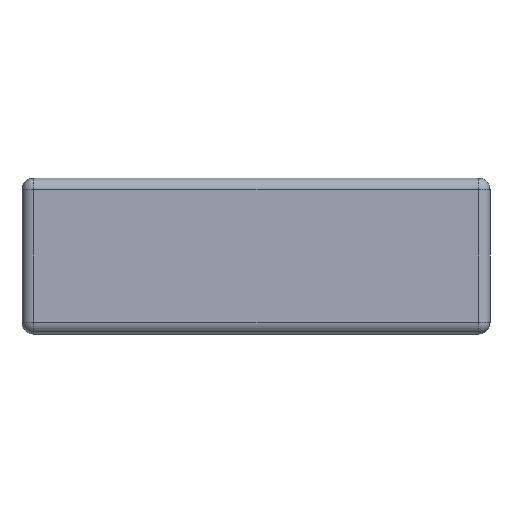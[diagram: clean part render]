
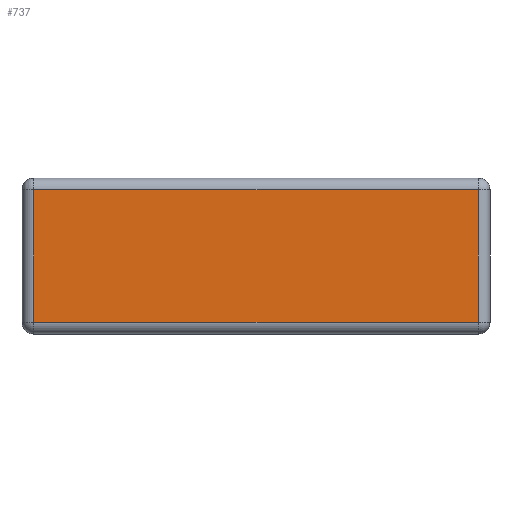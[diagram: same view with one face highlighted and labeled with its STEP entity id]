
A CAD part, left-side view. The second image highlights one B-rep face of the part: STEP entity #737.
In plain terms, the highlighted planar face has unit normal (-1, 0, 0).
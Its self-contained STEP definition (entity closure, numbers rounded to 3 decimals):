
#37 = FACE_OUTER_BOUND ( 'NONE', #784, .T. ) ;
#79 = VECTOR ( 'NONE', #187, 1000. ) ;
#99 = CARTESIAN_POINT ( 'NONE',  ( -0.5, 0.285, 0.015 ) ) ;
#166 = EDGE_CURVE ( 'NONE', #389, #373, #873, .T. ) ;
#182 = CARTESIAN_POINT ( 'NONE',  ( -0.5, 0.285, 0.185 ) ) ;
#187 = DIRECTION ( 'NONE',  ( 0., 1., 0. ) ) ;
#201 = CARTESIAN_POINT ( 'NONE',  ( -0.5, 0.3, 0.185 ) ) ;
#255 = CARTESIAN_POINT ( 'NONE',  ( -0.5, -0.285, 0.015 ) ) ;
#295 = CARTESIAN_POINT ( 'NONE',  ( -0.5, -0.285, 0.2 ) ) ;
#313 = VERTEX_POINT ( 'NONE', #400 ) ;
#328 = DIRECTION ( 'NONE',  ( 0., 0., 1. ) ) ;
#334 = DIRECTION ( 'NONE',  ( -1., 0., 0. ) ) ;
#340 = LINE ( 'NONE', #295, #592 ) ;
#354 = EDGE_CURVE ( 'NONE', #373, #313, #340, .T. ) ;
#373 = VERTEX_POINT ( 'NONE', #255 ) ;
#375 = PLANE ( 'NONE',  #1038 ) ;
#389 = VERTEX_POINT ( 'NONE', #99 ) ;
#400 = CARTESIAN_POINT ( 'NONE',  ( -0.5, -0.285, 0.185 ) ) ;
#437 = CARTESIAN_POINT ( 'NONE',  ( -0.5, -0.3, 0.2 ) ) ;
#443 = ORIENTED_EDGE ( 'NONE', *, *, #766, .T. ) ;
#450 = ORIENTED_EDGE ( 'NONE', *, *, #1053, .T. ) ;
#456 = DIRECTION ( 'NONE',  ( 0., 0., -1. ) ) ;
#548 = DIRECTION ( 'NONE',  ( 0., 0., 1. ) ) ;
#566 = VECTOR ( 'NONE', #702, 1000. ) ;
#579 = LINE ( 'NONE', #201, #79 ) ;
#592 = VECTOR ( 'NONE', #548, 1000. ) ;
#601 = LINE ( 'NONE', #926, #842 ) ;
#671 = CARTESIAN_POINT ( 'NONE',  ( -0.5, -0.3, 0.015 ) ) ;
#675 = ORIENTED_EDGE ( 'NONE', *, *, #354, .T. ) ;
#702 = DIRECTION ( 'NONE',  ( 0., -1., 0. ) ) ;
#737 = ADVANCED_FACE ( 'NONE', ( #37 ), #375, .T. ) ;
#766 = EDGE_CURVE ( 'NONE', #313, #793, #579, .T. ) ;
#784 = EDGE_LOOP ( 'NONE', ( #888, #675, #443, #450 ) ) ;
#793 = VERTEX_POINT ( 'NONE', #182 ) ;
#842 = VECTOR ( 'NONE', #456, 1000. ) ;
#873 = LINE ( 'NONE', #671, #566 ) ;
#888 = ORIENTED_EDGE ( 'NONE', *, *, #166, .T. ) ;
#926 = CARTESIAN_POINT ( 'NONE',  ( -0.5, 0.285, 0.2 ) ) ;
#1038 = AXIS2_PLACEMENT_3D ( 'NONE', #437, #334, #328 ) ;
#1053 = EDGE_CURVE ( 'NONE', #793, #389, #601, .T. ) ;
